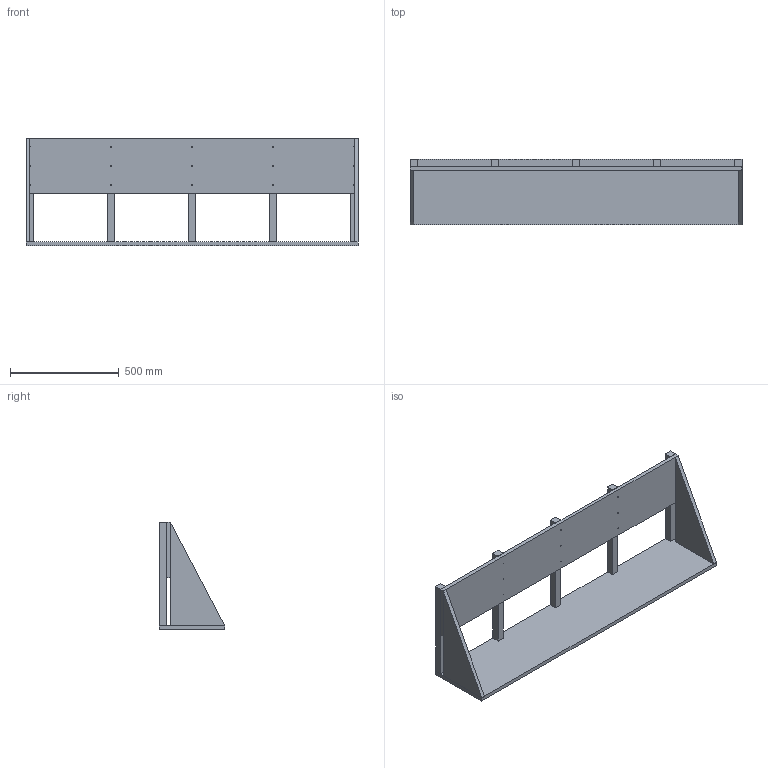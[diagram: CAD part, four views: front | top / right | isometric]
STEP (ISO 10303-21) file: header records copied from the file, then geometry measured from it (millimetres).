
FILE_DESCRIPTION (( 'STEP AP203' ), '1' );
FILE_NAME ('_Getränkeautomat_BG.STEP', '2017-07-07T21:47:04', ( '' ), ( '' ), 'SwSTEP 2.0', 'SolidWorks 2016', '' );
FILE_SCHEMA (( 'CONFIG_CONTROL_DESIGN' ));
Length unit declared in the file: millimetre
Products named in the file (5): Boden; Säule; _Getränkeautomat_BG; Rippe; Rückwand
Assembly tree (9 placements, depth 2):
  _Getränkeautomat_BG
    Boden
    Rippe  x2
    Säule  x5
    Rückwand
Bounding box: 1525 x 300 x 495 mm (x, y, z)
Volume: 19953287.2 mm3; surface area: 2441744.5 mm2
Topology: 9 solids, 9 shells, 142 faces, 342 edges, 203 vertices
Faces by surface type: cylinder 60, plane 52, cone 30
Entity records: 2684 total; most frequent: DIRECTION 385, CARTESIAN_POINT 341, ORIENTED_EDGE 318, EDGE_CURVE 159, AXIS2_PLACEMENT_3D 149, VERTEX_POINT 105, EDGE_LOOP 98, LINE 87
